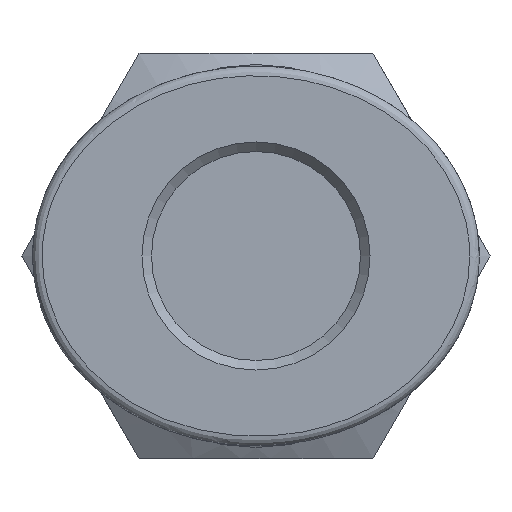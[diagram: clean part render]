
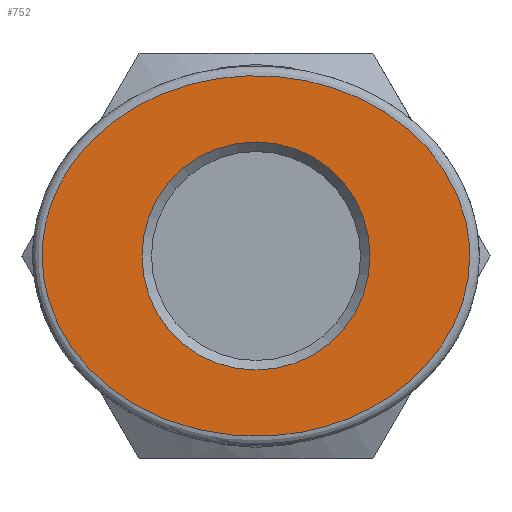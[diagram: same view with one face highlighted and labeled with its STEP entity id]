
A CAD part, left-side view. The second image highlights one B-rep face of the part: STEP entity #752.
In plain terms, the highlighted face is planar.
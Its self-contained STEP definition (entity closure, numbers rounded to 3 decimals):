
#689=CARTESIAN_POINT('',(3.575,4.6,0.));
#690=VERTEX_POINT('',#689);
#691=CARTESIAN_POINT('',(0.,4.6,0.0));
#692=DIRECTION('',(0.0,1.0,0.0));
#693=DIRECTION('',(-1.0,0.0,0.0));
#694=AXIS2_PLACEMENT_3D('',#691,#692,#693);
#695=CIRCLE('',#694,3.575);
#696=EDGE_CURVE('',#690,#690,#695,.T.);
#721=CARTESIAN_POINT('',(0.,4.6,0.));
#722=DIRECTION('',(0.0,-1.0,0.0));
#723=DIRECTION('',(0.0,0.0,-1.0));
#724=AXIS2_PLACEMENT_3D('',#721,#722,#723);
#725=PLANE('',#724);
#726=CARTESIAN_POINT('',(6.7,4.6,0.));
#727=VERTEX_POINT('',#726);
#728=CARTESIAN_POINT('',(6.701,4.6,0.001));
#729=CARTESIAN_POINT('',(6.701,4.6,0.923));
#730=CARTESIAN_POINT('',(6.136,4.6,2.768));
#731=CARTESIAN_POINT('',(3.36,4.6,5.367));
#732=CARTESIAN_POINT('',(-0.531,4.6,6.014));
#733=CARTESIAN_POINT('',(-4.058,4.6,4.719));
#734=CARTESIAN_POINT('',(-5.901,4.6,2.98));
#735=CARTESIAN_POINT('',(-6.729,4.6,0.942));
#736=CARTESIAN_POINT('',(-6.73,4.6,-0.942));
#737=CARTESIAN_POINT('',(-5.779,4.6,-3.274));
#738=CARTESIAN_POINT('',(-3.768,4.6,-4.884));
#739=CARTESIAN_POINT('',(-0.21,4.6,-5.958));
#740=CARTESIAN_POINT('',(3.361,4.6,-5.368));
#741=CARTESIAN_POINT('',(6.135,4.6,-2.768));
#742=CARTESIAN_POINT('',(6.701,4.6,-0.922));
#743=CARTESIAN_POINT('',(6.701,4.6,0.001));
#744=B_SPLINE_CURVE_WITH_KNOTS('',3,(#728,#729,#730,#731,#732,#733,#734,#735,#736,#737,#738,#739,#740,#741,#742,#743),.UNSPECIFIED.,.T.,.U.,(4,1,1,1,1,1,1,1,1,1,1,1,1,4),(-3.142,-2.693,-2.244,-1.346,-0.898,-0.449,-0.15,0.15,0.449,1.047,1.346,2.244,2.693,3.142),.UNSPECIFIED.);
#745=EDGE_CURVE('',#727,#727,#744,.T.);
#746=ORIENTED_EDGE('',*,*,#745,.F.);
#747=EDGE_LOOP('',(#746));
#748=FACE_OUTER_BOUND('',#747,.T.);
#749=ORIENTED_EDGE('',*,*,#696,.F.);
#750=EDGE_LOOP('',(#749));
#751=FACE_BOUND('',#750,.T.);
#752=ADVANCED_FACE('',(#748,#751),#725,.F.);
